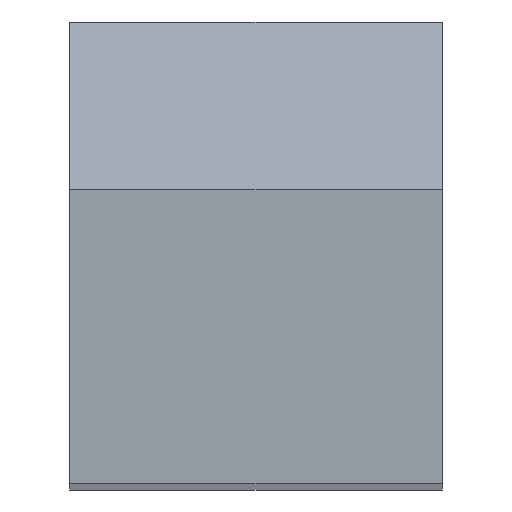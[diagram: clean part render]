
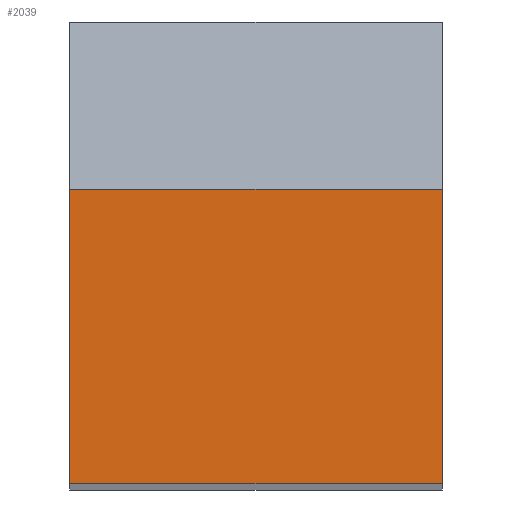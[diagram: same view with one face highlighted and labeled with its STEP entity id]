
A CAD part, top view. The second image highlights one B-rep face of the part: STEP entity #2039.
In plain terms, the highlighted planar face has unit normal (0, 0, 1).
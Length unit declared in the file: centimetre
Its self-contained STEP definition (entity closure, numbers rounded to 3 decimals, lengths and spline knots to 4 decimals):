
#40 = CARTESIAN_POINT ( 'NONE',  ( 0.5, 1.1123, 10. ) ) ;
#49 = VERTEX_POINT ( 'NONE', #191 ) ;
#58 = AXIS2_PLACEMENT_3D ( 'NONE', #449, #1893, #1538 ) ;
#93 = DIRECTION ( 'NONE',  ( 0., -1., 0. ) ) ;
#111 = LINE ( 'NONE', #835, #436 ) ;
#128 = VERTEX_POINT ( 'NONE', #40 ) ;
#188 = EDGE_LOOP ( 'NONE', ( #2256, #1834, #2244, #1978 ) ) ;
#191 = CARTESIAN_POINT ( 'NONE',  ( -0.5, 0.3223, 10. ) ) ;
#223 = EDGE_CURVE ( 'NONE', #2185, #49, #1498, .T. ) ;
#235 = DIRECTION ( 'NONE',  ( 1., 0., 0. ) ) ;
#273 = CARTESIAN_POINT ( 'NONE',  ( 0.5, 1.1123, 10. ) ) ;
#436 = VECTOR ( 'NONE', #1551, 100. ) ;
#449 = CARTESIAN_POINT ( 'NONE',  ( 0., 0., 10. ) ) ;
#485 = CARTESIAN_POINT ( 'NONE',  ( 0.5, 0.3223, 10. ) ) ;
#748 = VECTOR ( 'NONE', #93, 100. ) ;
#803 = CARTESIAN_POINT ( 'NONE',  ( -0.5, 0.3223, 10. ) ) ;
#835 = CARTESIAN_POINT ( 'NONE',  ( -0.5, 1.1123, 10. ) ) ;
#837 = CARTESIAN_POINT ( 'NONE',  ( -0.5, 1.1123, 10. ) ) ;
#916 = CARTESIAN_POINT ( 'NONE',  ( -0.5, 0.3223, 10. ) ) ;
#1080 = VECTOR ( 'NONE', #235, 100. ) ;
#1225 = LINE ( 'NONE', #273, #1231 ) ;
#1231 = VECTOR ( 'NONE', #1948, 100. ) ;
#1373 = EDGE_CURVE ( 'NONE', #49, #1942, #2081, .T. ) ;
#1498 = LINE ( 'NONE', #803, #748 ) ;
#1523 = FACE_OUTER_BOUND ( 'NONE', #188, .T. ) ;
#1538 = DIRECTION ( 'NONE',  ( -1., 0., 0. ) ) ;
#1551 = DIRECTION ( 'NONE',  ( -1., 0., 0. ) ) ;
#1834 = ORIENTED_EDGE ( 'NONE', *, *, #1860, .T. ) ;
#1860 = EDGE_CURVE ( 'NONE', #1942, #128, #1225, .T. ) ;
#1893 = DIRECTION ( 'NONE',  ( 0., 0., -1. ) ) ;
#1942 = VERTEX_POINT ( 'NONE', #485 ) ;
#1948 = DIRECTION ( 'NONE',  ( 0., 1., 0. ) ) ;
#1978 = ORIENTED_EDGE ( 'NONE', *, *, #223, .T. ) ;
#2039 = ADVANCED_FACE ( 'NONE', ( #1523 ), #2076, .F. ) ;
#2054 = EDGE_CURVE ( 'NONE', #128, #2185, #111, .T. ) ;
#2076 = PLANE ( 'NONE',  #58 ) ;
#2081 = LINE ( 'NONE', #916, #1080 ) ;
#2185 = VERTEX_POINT ( 'NONE', #837 ) ;
#2244 = ORIENTED_EDGE ( 'NONE', *, *, #2054, .T. ) ;
#2256 = ORIENTED_EDGE ( 'NONE', *, *, #1373, .T. ) ;
